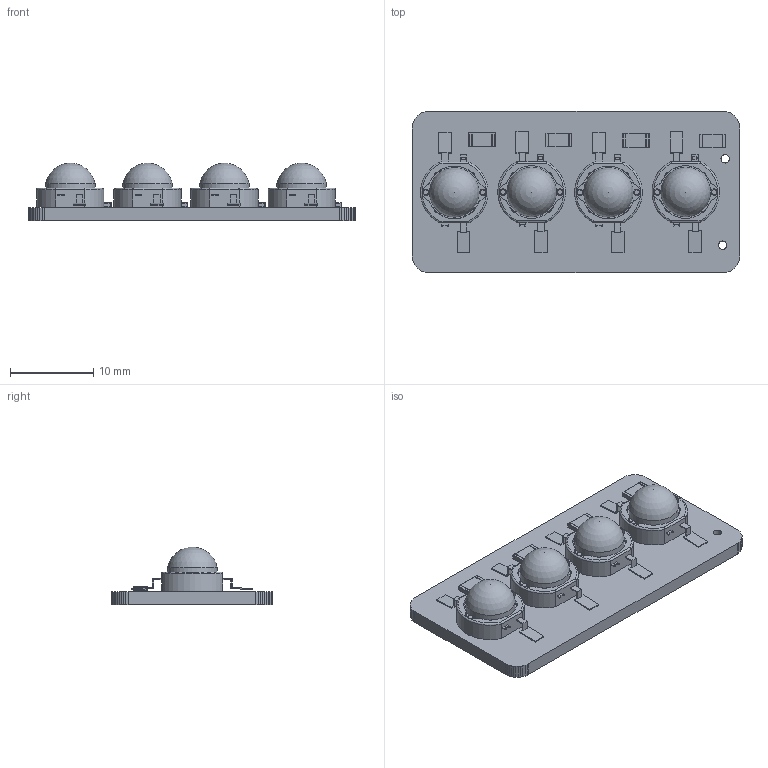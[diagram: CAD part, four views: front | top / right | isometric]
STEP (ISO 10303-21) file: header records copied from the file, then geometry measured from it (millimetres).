
FILE_DESCRIPTION(('KiCad electronic assembly'),'2;1');
FILE_NAME('LED flashlight.step','2024-04-30T22:40:11',('Pcbnew'),( 'Kicad'),'Open CASCADE STEP processor 7.6','KiCad to STEP converter' ,'Unknown');
FILE_SCHEMA(('AUTOMOTIVE_DESIGN { 1 0 10303 214 1 1 1 1 }'));
Length unit declared in the file: millimetre
Products named in the file (6): LED flashlight 1; LED_1W_3W_R8; SOLID; R_1206_3216Metric; LED flashlight PCB
Assembly tree (11 placements, depth 3):
  LED flashlight 1
    LED_1W_3W_R8  x4
      SOLID
    R_1206_3216Metric  x4
      SOLID
    LED flashlight PCB
Bounding box: 39.48 x 19.41 x 6.97 mm (x, y, z)
Volume: 1934 mm3; surface area: 2727.2 mm2
Topology: 9 solids, 9 shells, 540 faces, 1418 edges, 928 vertices
Faces by surface type: plane 378, cylinder 126, torus 16, bspline 16, sphere 4
Full cylindrical faces by diameter (mm): 0.762 x8, 1 x2, 5.955 x4
Entity records: 13123 total; most frequent: CARTESIAN_POINT 3387, DIRECTION 1780, LINE 1187, VECTOR 1187, ORIENTED_EDGE 932, PCURVE 932, DEFINITIONAL_REPRESENTATION 932, EDGE_CURVE 466
